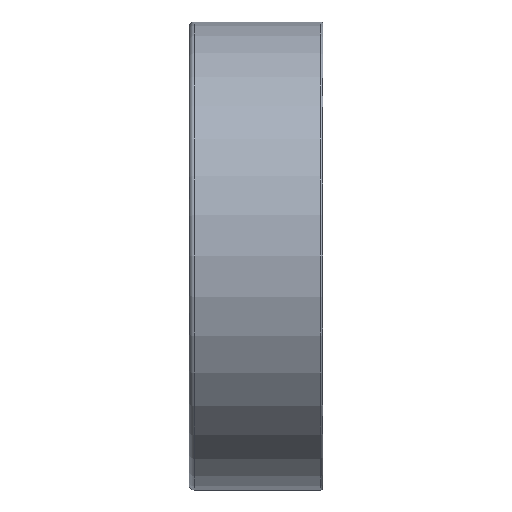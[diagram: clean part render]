
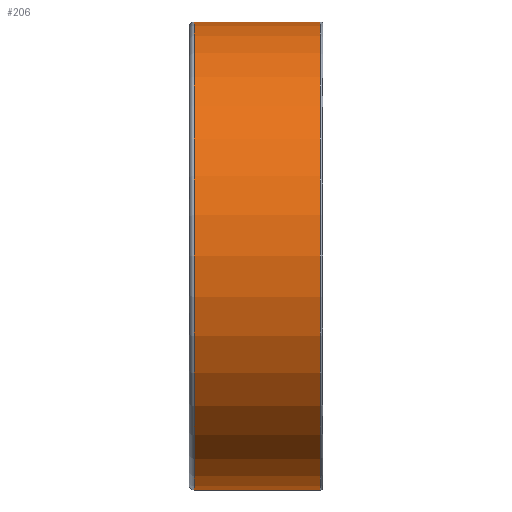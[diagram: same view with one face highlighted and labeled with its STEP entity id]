
A CAD part, front view. The second image highlights one B-rep face of the part: STEP entity #206.
In plain terms, the highlighted cylindrical face has radius 14 mm (diameter 28 mm), a partial arc.
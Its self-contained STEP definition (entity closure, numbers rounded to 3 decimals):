
#10 = VERTEX_POINT ( 'NONE', #508 ) ;
#24 = CARTESIAN_POINT ( 'NONE',  ( 4., 0., -14. ) ) ;
#26 = ORIENTED_EDGE ( 'NONE', *, *, #79, .T. ) ;
#33 = CARTESIAN_POINT ( 'NONE',  ( -3.7, 0., -14. ) ) ;
#45 = VERTEX_POINT ( 'NONE', #117 ) ;
#49 = ORIENTED_EDGE ( 'NONE', *, *, #201, .T. ) ;
#79 = EDGE_CURVE ( 'NONE', #45, #10, #393, .T. ) ;
#96 = CARTESIAN_POINT ( 'NONE',  ( -3.7, 0., 14. ) ) ;
#117 = CARTESIAN_POINT ( 'NONE',  ( 3.85, 0., -14. ) ) ;
#128 = CYLINDRICAL_SURFACE ( 'NONE', #250, 14. ) ;
#135 = VERTEX_POINT ( 'NONE', #33 ) ;
#139 = DIRECTION ( 'NONE',  ( -1., 0., 0. ) ) ;
#149 = ORIENTED_EDGE ( 'NONE', *, *, #331, .F. ) ;
#201 = EDGE_CURVE ( 'NONE', #10, #327, #521, .T. ) ;
#203 = LINE ( 'NONE', #24, #228 ) ;
#204 = VECTOR ( 'NONE', #284, 1000. ) ;
#206 = ADVANCED_FACE ( 'NONE', ( #488 ), #128, .T. ) ;
#213 = DIRECTION ( 'NONE',  ( 0., 0., 1. ) ) ;
#217 = EDGE_CURVE ( 'NONE', #135, #327, #546, .T. ) ;
#224 = CARTESIAN_POINT ( 'NONE',  ( 3.85, 0., 0. ) ) ;
#228 = VECTOR ( 'NONE', #314, 1000. ) ;
#231 = DIRECTION ( 'NONE',  ( -1., 0., 0. ) ) ;
#239 = DIRECTION ( 'NONE',  ( 0., 0., 1. ) ) ;
#250 = AXIS2_PLACEMENT_3D ( 'NONE', #463, #322, #567 ) ;
#265 = EDGE_LOOP ( 'NONE', ( #149, #26, #49, #437 ) ) ;
#283 = AXIS2_PLACEMENT_3D ( 'NONE', #405, #139, #213 ) ;
#284 = DIRECTION ( 'NONE',  ( -1., 0., 0. ) ) ;
#313 = CARTESIAN_POINT ( 'NONE',  ( 4., 0., 14. ) ) ;
#314 = DIRECTION ( 'NONE',  ( -1., 0., 0. ) ) ;
#321 = AXIS2_PLACEMENT_3D ( 'NONE', #224, #231, #239 ) ;
#322 = DIRECTION ( 'NONE',  ( -1., 0., 0. ) ) ;
#327 = VERTEX_POINT ( 'NONE', #96 ) ;
#331 = EDGE_CURVE ( 'NONE', #45, #135, #203, .T. ) ;
#393 = CIRCLE ( 'NONE', #321, 14. ) ;
#405 = CARTESIAN_POINT ( 'NONE',  ( -3.7, 0., 0. ) ) ;
#437 = ORIENTED_EDGE ( 'NONE', *, *, #217, .F. ) ;
#463 = CARTESIAN_POINT ( 'NONE',  ( 4., 0., 0. ) ) ;
#488 = FACE_OUTER_BOUND ( 'NONE', #265, .T. ) ;
#508 = CARTESIAN_POINT ( 'NONE',  ( 3.85, 0., 14. ) ) ;
#521 = LINE ( 'NONE', #313, #204 ) ;
#546 = CIRCLE ( 'NONE', #283, 14. ) ;
#567 = DIRECTION ( 'NONE',  ( 0., 0., 1. ) ) ;
